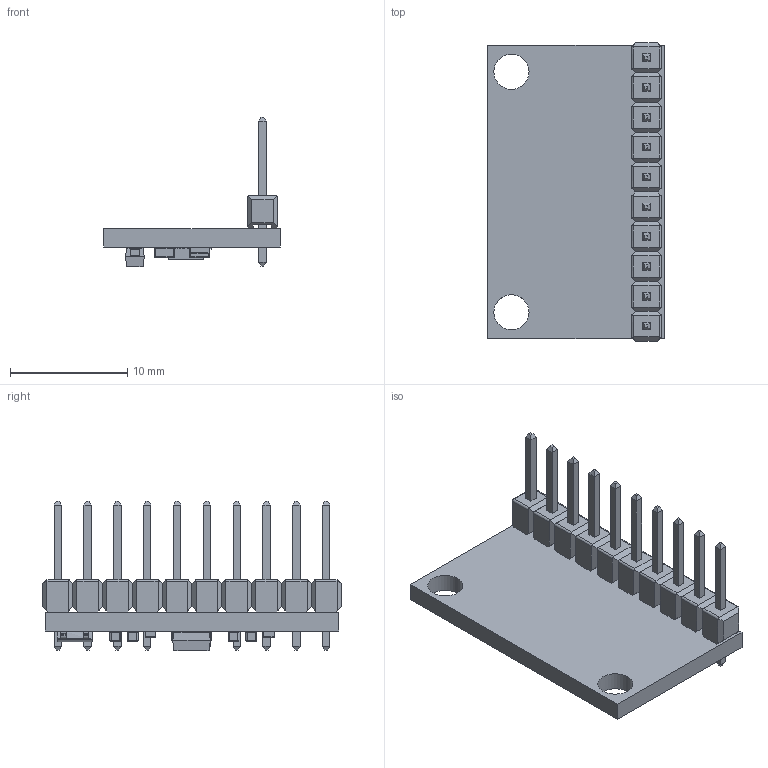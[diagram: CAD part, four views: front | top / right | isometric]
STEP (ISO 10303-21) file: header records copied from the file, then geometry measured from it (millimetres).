
FILE_DESCRIPTION(/* description */ ('STEP AP242','CAx-IF Rec.Pracs.---Representation and Presentation of Product Manufacturing Information (PMI)---4.0---2014-10-13','CAx-IF Rec.Pracs.---3D Tessellated Geometry---0.4---2014-09-14','2;1'),/* implementation_level */ '2;1');
FILE_NAME(/* name */ '6856d428ef8e767a8a7bedc8',/* time_stamp */ '2025-06-21T15:48:01Z',/* author */ (''),/* organization */ (''),/* preprocessor_version */ 'ST-DEVELOPER v20',/* originating_system */ 'ONSHAPE BY PTC INC, 1.199',/* authorisation */ ' ');
FILE_SCHEMA (('AP242_MANAGED_MODEL_BASED_3D_ENGINEERING_MIM_LF { 1 0 10303 442 1 1 4 }'));
Length unit declared in the file: metre
Products named in the file (30): MPU-9250; Pin Header 1x10 TH Pitch 2.54mm; RESC-0603; CAPC-0603-T0.9-BN; hole_plating; tantalum 10uF; board; SOT23_5; QFN-24 3x3 0.4mm
Assembly tree (64 placements, depth 2):
  MPU-9250
    Pin Header 1x10 TH Pitch 2.54mm
    Pin Header 1x10 TH Pitch 2.54mm
    Pin Header 1x10 TH Pitch 2.54mm
    RESC-0603  x5
    CAPC-0603-T0.9-BN  x5
    hole_plating  x20
    Pin Header 1x10 TH Pitch 2.54mm
    RESC-0603  x5
    Pin Header 1x10 TH Pitch 2.54mm
    Pin Header 1x10 TH Pitch 2.54mm
    Pin Header 1x10 TH Pitch 2.54mm
    tantalum 10uF
    Pin Header 1x10 TH Pitch 2.54mm
    Pin Header 1x10 TH Pitch 2.54mm
    board
    Pin Header 1x10 TH Pitch 2.54mm
    Pin Header 1x10 TH Pitch 2.54mm
    SOT23_5
    Pin Header 1x10 TH Pitch 2.54mm
    RESC-0603  x5
    Pin Header 1x10 TH Pitch 2.54mm
    Pin Header 1x10 TH Pitch 2.54mm
    Pin Header 1x10 TH Pitch 2.54mm
    QFN-24 3x3 0.4mm
    Pin Header 1x10 TH Pitch 2.54mm
    Pin Header 1x10 TH Pitch 2.54mm
    Pin Header 1x10 TH Pitch 2.54mm
    Pin Header 1x10 TH Pitch 2.54mm
    Pin Header 1x10 TH Pitch 2.54mm
Bounding box: 15 x 25.4 x 12.78 mm (x, y, z)
Volume: 628.8 mm3; surface area: 1791.7 mm2
Topology: 53 solids, 64 shells, 1202 faces, 3049 edges, 1928 vertices
Faces by surface type: plane 886, cylinder 222, bspline 54, sphere 40
Full cylindrical faces by diameter (mm): 0.392 x1, 0.5 x1, 1 x30, 1.5 x20, 3 x2
Entity records: 28311 total; most frequent: CARTESIAN_POINT 5144, ORIENTED_EDGE 4230, DIRECTION 3913, EDGE_CURVE 2151, LINE 1819, VECTOR 1819, VERTEX_POINT 1404, AXIS2_PLACEMENT_3D 1047
